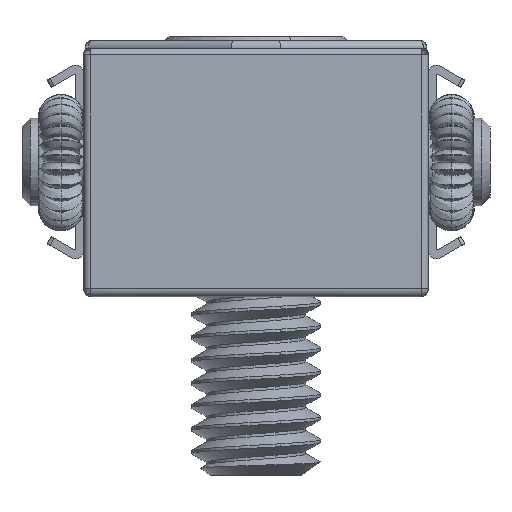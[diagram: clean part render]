
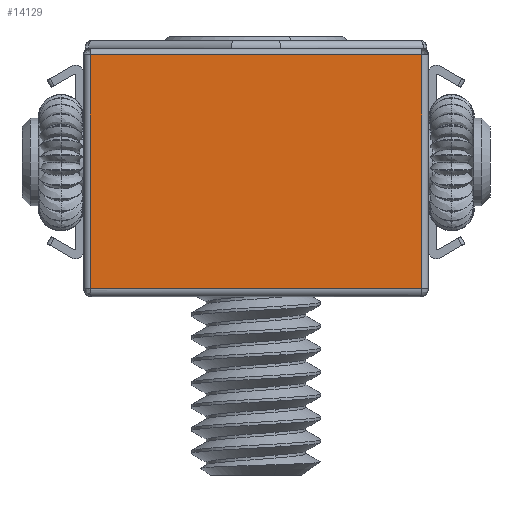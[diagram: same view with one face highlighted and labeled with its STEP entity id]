
A CAD part, left-side view. The second image highlights one B-rep face of the part: STEP entity #14129.
In plain terms, the highlighted planar face has unit normal (-1, 0, 0).
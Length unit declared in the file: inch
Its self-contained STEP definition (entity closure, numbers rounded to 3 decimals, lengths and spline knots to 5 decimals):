
#342 = VERTEX_POINT ( 'NONE', #602 ) ;
#602 = CARTESIAN_POINT ( 'NONE',  ( -0.25197, -0.40157, 0.28543 ) ) ;
#1306 = LINE ( 'NONE', #14124, #26515 ) ;
#1451 = VERTEX_POINT ( 'NONE', #15796 ) ;
#1538 = EDGE_CURVE ( 'NONE', #15569, #342, #4502, .T. ) ;
#1714 = DIRECTION ( 'NONE',  ( 0., -1., 0. ) ) ;
#1938 = AXIS2_PLACEMENT_3D ( 'NONE', #13055, #3487, #20569 ) ;
#2249 = LINE ( 'NONE', #18433, #21697 ) ;
#3024 = FACE_OUTER_BOUND ( 'NONE', #11691, .T. ) ;
#3487 = DIRECTION ( 'NONE',  ( -1., 0., 0. ) ) ;
#3805 = DIRECTION ( 'NONE',  ( 0., 0., 1. ) ) ;
#4055 = CARTESIAN_POINT ( 'NONE',  ( -0.25197, 0., 0.28543 ) ) ;
#4059 = CARTESIAN_POINT ( 'NONE',  ( -0.25197, 0., -0.2815 ) ) ;
#4502 = LINE ( 'NONE', #4055, #23212 ) ;
#5974 = VERTEX_POINT ( 'NONE', #19727 ) ;
#7175 = ORIENTED_EDGE ( 'NONE', *, *, #14164, .F. ) ;
#7312 = VECTOR ( 'NONE', #25932, 39.37008 ) ;
#7350 = ORIENTED_EDGE ( 'NONE', *, *, #27317, .F. ) ;
#7995 = EDGE_CURVE ( 'NONE', #5974, #342, #1306, .T. ) ;
#9320 = DIRECTION ( 'NONE',  ( 0., 0., 1. ) ) ;
#11060 = ORIENTED_EDGE ( 'NONE', *, *, #7995, .T. ) ;
#11691 = EDGE_LOOP ( 'NONE', ( #11060, #17439, #7175, #7350 ) ) ;
#13055 = CARTESIAN_POINT ( 'NONE',  ( -0.25197, 0., 0. ) ) ;
#14124 = CARTESIAN_POINT ( 'NONE',  ( -0.25197, -0.40157, 0.00197 ) ) ;
#14129 = ADVANCED_FACE ( 'NONE', ( #3024 ), #18112, .T. ) ;
#14164 = EDGE_CURVE ( 'NONE', #1451, #15569, #2249, .T. ) ;
#14576 = LINE ( 'NONE', #4059, #7312 ) ;
#15569 = VERTEX_POINT ( 'NONE', #30272 ) ;
#15796 = CARTESIAN_POINT ( 'NONE',  ( -0.25197, 0.40157, -0.2815 ) ) ;
#17439 = ORIENTED_EDGE ( 'NONE', *, *, #1538, .F. ) ;
#18112 = PLANE ( 'NONE',  #1938 ) ;
#18433 = CARTESIAN_POINT ( 'NONE',  ( -0.25197, 0.40157, 0. ) ) ;
#19727 = CARTESIAN_POINT ( 'NONE',  ( -0.25197, -0.40157, -0.2815 ) ) ;
#20569 = DIRECTION ( 'NONE',  ( 0., 0., 1. ) ) ;
#21697 = VECTOR ( 'NONE', #3805, 39.37008 ) ;
#23212 = VECTOR ( 'NONE', #1714, 39.37008 ) ;
#25932 = DIRECTION ( 'NONE',  ( 0., 1., 0. ) ) ;
#26515 = VECTOR ( 'NONE', #9320, 39.37008 ) ;
#27317 = EDGE_CURVE ( 'NONE', #5974, #1451, #14576, .T. ) ;
#30272 = CARTESIAN_POINT ( 'NONE',  ( -0.25197, 0.40157, 0.28543 ) ) ;
